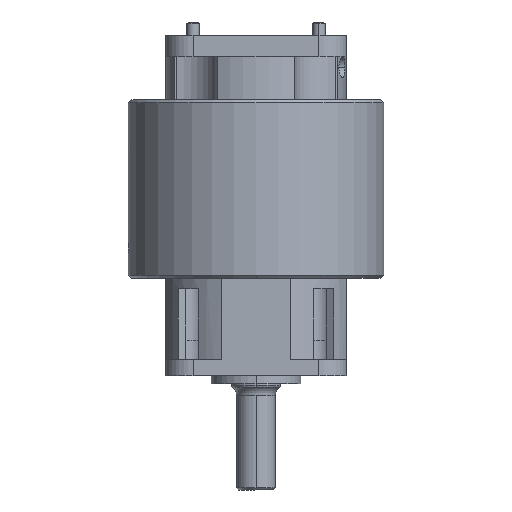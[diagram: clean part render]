
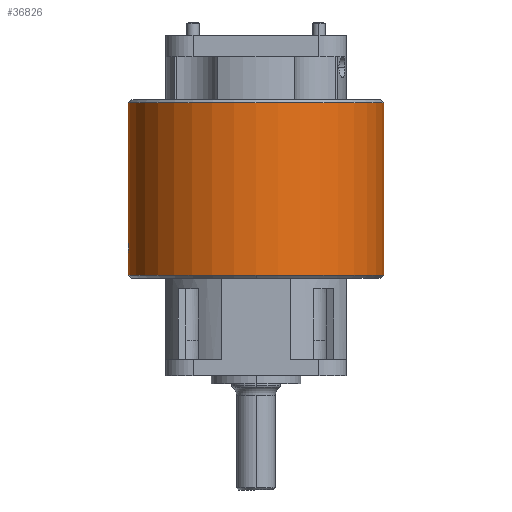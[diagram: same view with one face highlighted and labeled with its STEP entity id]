
A CAD part, front view. The second image highlights one B-rep face of the part: STEP entity #36826.
In plain terms, the highlighted cylindrical face has radius 31.5 mm (diameter 63 mm), a partial arc.
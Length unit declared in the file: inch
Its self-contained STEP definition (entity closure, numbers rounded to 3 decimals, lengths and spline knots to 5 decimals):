
#48 = ORIENTED_EDGE ( 'NONE', *, *, #27729, .T. ) ;
#585 = CARTESIAN_POINT ( 'NONE',  ( -1.24016, 0., 2.09602 ) ) ;
#623 = ORIENTED_EDGE ( 'NONE', *, *, #37487, .T. ) ;
#1211 = CARTESIAN_POINT ( 'NONE',  ( 0., 0., 0.97602 ) ) ;
#1354 = CARTESIAN_POINT ( 'NONE',  ( -1.23991, -0.02547, 1.15075 ) ) ;
#1933 = CARTESIAN_POINT ( 'NONE',  ( -1.23977, -0.03175, 1.33938 ) ) ;
#2238 = AXIS2_PLACEMENT_3D ( 'NONE', #26162, #31753, #5163 ) ;
#2320 = CARTESIAN_POINT ( 'NONE',  ( 1.24016, 0., 2.09602 ) ) ;
#2366 = ORIENTED_EDGE ( 'NONE', *, *, #27788, .T. ) ;
#4617 = CARTESIAN_POINT ( 'NONE',  ( -1.23664, -0.09339, 1.27769 ) ) ;
#4643 = CYLINDRICAL_SURFACE ( 'NONE', #11979, 1.24016 ) ;
#5163 = DIRECTION ( 'NONE',  ( -1., 0., 0. ) ) ;
#5181 = CARTESIAN_POINT ( 'NONE',  ( -1.23991, -0.02562, 1.34124 ) ) ;
#5268 = EDGE_CURVE ( 'NONE', #5633, #16436, #11570, .T. ) ;
#5633 = VERTEX_POINT ( 'NONE', #35762 ) ;
#6483 = EDGE_CURVE ( 'NONE', #11003, #7762, #36700, .T. ) ;
#6719 = CARTESIAN_POINT ( 'NONE',  ( -1.23625, -0.0984, 1.23958 ) ) ;
#6919 = CARTESIAN_POINT ( 'NONE',  ( -1.23649, -0.09526, 1.22055 ) ) ;
#7383 = CARTESIAN_POINT ( 'NONE',  ( 1.24016, 0., 0.97602 ) ) ;
#7562 = DIRECTION ( 'NONE',  ( 0., 0., 1. ) ) ;
#7681 = ORIENTED_EDGE ( 'NONE', *, *, #15125, .T. ) ;
#7762 = VERTEX_POINT ( 'NONE', #26548 ) ;
#7882 = DIRECTION ( 'NONE',  ( 0., 0., -1. ) ) ;
#7890 = CARTESIAN_POINT ( 'NONE',  ( -1.23769, -0.07871, 1.30647 ) ) ;
#8289 = ORIENTED_EDGE ( 'NONE', *, *, #5268, .T. ) ;
#9452 = VECTOR ( 'NONE', #12327, 39.37008 ) ;
#9784 = CARTESIAN_POINT ( 'NONE',  ( -1.23625, -0.0984, 1.24602 ) ) ;
#11003 = VERTEX_POINT ( 'NONE', #30043 ) ;
#11165 = CARTESIAN_POINT ( 'NONE',  ( -1.23846, -0.06501, 1.32017 ) ) ;
#11244 = EDGE_LOOP ( 'NONE', ( #15543, #623, #48, #8289, #2366, #18586, #7681, #23932 ) ) ;
#11570 = B_SPLINE_CURVE_WITH_KNOTS ( 'NONE', 3,
 ( #28308, #22541, #20025, #5181, #1933, #36795, #25820, #37572, #11165, #7890, #34677, #4617, #31773, #19453, #16362, #19646 ),
 .UNSPECIFIED., .F., .F.,
 ( 4, 2, 2, 2, 2, 2, 2, 4 ),
 ( 0.00017, 0.00066, 0.00116, 0.00165, 0.00214, 0.00313, 0.00362, 0.00411 ),
 .UNSPECIFIED. ) ;
#11979 = AXIS2_PLACEMENT_3D ( 'NONE', #30650, #25456, #18684 ) ;
#12327 = DIRECTION ( 'NONE',  ( 0., 0., -1. ) ) ;
#12603 = CIRCLE ( 'NONE', #34160, 1.24016 ) ;
#12707 = CARTESIAN_POINT ( 'NONE',  ( -1.23718, -0.08599, 1.1965 ) ) ;
#12997 = DIRECTION ( 'NONE',  ( 0., 0., -1. ) ) ;
#13861 = CARTESIAN_POINT ( 'NONE',  ( -1.2394, -0.04362, 1.15758 ) ) ;
#15125 = EDGE_CURVE ( 'NONE', #7762, #16040, #31414, .T. ) ;
#15219 = LINE ( 'NONE', #585, #9452 ) ;
#15543 = ORIENTED_EDGE ( 'NONE', *, *, #24692, .F. ) ;
#16040 = VERTEX_POINT ( 'NONE', #16832 ) ;
#16218 = DIRECTION ( 'NONE',  ( -1., 0., 0. ) ) ;
#16362 = CARTESIAN_POINT ( 'NONE',  ( -1.23625, -0.0984, 1.25246 ) ) ;
#16436 = VERTEX_POINT ( 'NONE', #35401 ) ;
#16618 = CARTESIAN_POINT ( 'NONE',  ( 0., 0., 0.97602 ) ) ;
#16751 = CARTESIAN_POINT ( 'NONE',  ( -1.24016, -0.00647, 1.14762 ) ) ;
#16832 = CARTESIAN_POINT ( 'NONE',  ( 0., -1.24016, 0.97602 ) ) ;
#18473 = CARTESIAN_POINT ( 'NONE',  ( -1.2363, -0.09777, 1.23319 ) ) ;
#18586 = ORIENTED_EDGE ( 'NONE', *, *, #6483, .T. ) ;
#18664 = CARTESIAN_POINT ( 'NONE',  ( -1.23872, -0.06002, 1.16778 ) ) ;
#18684 = DIRECTION ( 'NONE',  ( -1., 0., 0. ) ) ;
#19453 = CARTESIAN_POINT ( 'NONE',  ( -1.2363, -0.09775, 1.25897 ) ) ;
#19646 = CARTESIAN_POINT ( 'NONE',  ( -1.23625, -0.0984, 1.24602 ) ) ;
#20025 = CARTESIAN_POINT ( 'NONE',  ( -1.24011, -0.01296, 1.34377 ) ) ;
#21946 = CARTESIAN_POINT ( 'NONE',  ( -1.24016, 0., 1.14762 ) ) ;
#22318 = CARTESIAN_POINT ( 'NONE',  ( 1.24016, 0., 2.64702 ) ) ;
#22541 = CARTESIAN_POINT ( 'NONE',  ( -1.24016, -0.00647, 1.34442 ) ) ;
#23932 = ORIENTED_EDGE ( 'NONE', *, *, #29444, .T. ) ;
#24464 = CARTESIAN_POINT ( 'NONE',  ( -1.23769, -0.07865, 1.18552 ) ) ;
#24692 = EDGE_CURVE ( 'NONE', #31509, #32285, #25814, .T. ) ;
#25456 = DIRECTION ( 'NONE',  ( 0., 0., -1. ) ) ;
#25814 = LINE ( 'NONE', #2320, #37716 ) ;
#25820 = CARTESIAN_POINT ( 'NONE',  ( -1.23919, -0.04939, 1.33137 ) ) ;
#26162 = CARTESIAN_POINT ( 'NONE',  ( 0., 0., 2.64702 ) ) ;
#26548 = CARTESIAN_POINT ( 'NONE',  ( -1.24016, 0., 0.97602 ) ) ;
#27614 = CARTESIAN_POINT ( 'NONE',  ( -1.24016, 0., 2.64702 ) ) ;
#27729 = EDGE_CURVE ( 'NONE', #32194, #5633, #15219, .T. ) ;
#27788 = EDGE_CURVE ( 'NONE', #16436, #11003, #32475, .T. ) ;
#28308 = CARTESIAN_POINT ( 'NONE',  ( -1.24016, 0., 1.34442 ) ) ;
#28376 = DIRECTION ( 'NONE',  ( -1., 0., 0. ) ) ;
#29444 = EDGE_CURVE ( 'NONE', #16040, #32285, #12603, .T. ) ;
#29580 = AXIS2_PLACEMENT_3D ( 'NONE', #16618, #7562, #28376 ) ;
#30043 = CARTESIAN_POINT ( 'NONE',  ( -1.24016, 0., 1.14762 ) ) ;
#30247 = CARTESIAN_POINT ( 'NONE',  ( -1.23664, -0.09336, 1.21428 ) ) ;
#30428 = CARTESIAN_POINT ( 'NONE',  ( -1.23919, -0.04928, 1.1606 ) ) ;
#30650 = CARTESIAN_POINT ( 'NONE',  ( 0., 0., 2.09602 ) ) ;
#30822 = CARTESIAN_POINT ( 'NONE',  ( -1.23977, -0.03174, 1.15266 ) ) ;
#31102 = CIRCLE ( 'NONE', #2238, 1.24016 ) ;
#31414 = CIRCLE ( 'NONE', #29580, 1.24016 ) ;
#31509 = VERTEX_POINT ( 'NONE', #22318 ) ;
#31753 = DIRECTION ( 'NONE',  ( 0., 0., -1. ) ) ;
#31773 = CARTESIAN_POINT ( 'NONE',  ( -1.2365, -0.09525, 1.27155 ) ) ;
#32144 = VECTOR ( 'NONE', #12997, 39.37008 ) ;
#32194 = VERTEX_POINT ( 'NONE', #27614 ) ;
#32285 = VERTEX_POINT ( 'NONE', #7383 ) ;
#32475 = B_SPLINE_CURVE_WITH_KNOTS ( 'NONE', 3,
 ( #9784, #6719, #18473, #6919, #30247, #12707, #24464, #33319, #18664, #30428, #13861, #30822, #1354, #37183, #16751, #21946 ),
 .UNSPECIFIED., .F., .F.,
 ( 4, 2, 2, 2, 2, 2, 2, 4 ),
 ( 0.00411, 0.0046, 0.0051, 0.00608, 0.00657, 0.00707, 0.00756, 0.00805 ),
 .UNSPECIFIED. ) ;
#33319 = CARTESIAN_POINT ( 'NONE',  ( -1.23846, -0.06506, 1.17192 ) ) ;
#34118 = FACE_OUTER_BOUND ( 'NONE', #11244, .T. ) ;
#34148 = DIRECTION ( 'NONE',  ( 0., 0., 1. ) ) ;
#34160 = AXIS2_PLACEMENT_3D ( 'NONE', #1211, #34148, #16218 ) ;
#34677 = CARTESIAN_POINT ( 'NONE',  ( -1.23719, -0.08595, 1.29565 ) ) ;
#35401 = CARTESIAN_POINT ( 'NONE',  ( -1.23625, -0.0984, 1.24602 ) ) ;
#35762 = CARTESIAN_POINT ( 'NONE',  ( -1.24016, 0., 1.34442 ) ) ;
#36297 = CARTESIAN_POINT ( 'NONE',  ( -1.24016, 0., 2.09602 ) ) ;
#36700 = LINE ( 'NONE', #36297, #32144 ) ;
#36795 = CARTESIAN_POINT ( 'NONE',  ( -1.2394, -0.04362, 1.33446 ) ) ;
#36826 = ADVANCED_FACE ( 'NONE', ( #34118 ), #4643, .T. ) ;
#37183 = CARTESIAN_POINT ( 'NONE',  ( -1.24011, -0.01285, 1.14825 ) ) ;
#37487 = EDGE_CURVE ( 'NONE', #31509, #32194, #31102, .T. ) ;
#37572 = CARTESIAN_POINT ( 'NONE',  ( -1.23871, -0.06006, 1.32423 ) ) ;
#37716 = VECTOR ( 'NONE', #7882, 39.37008 ) ;
